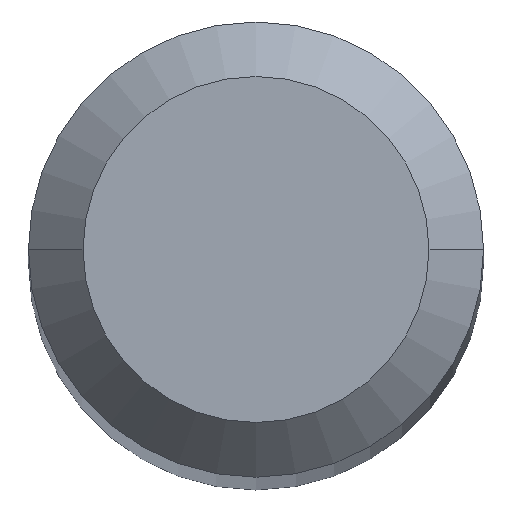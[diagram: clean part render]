
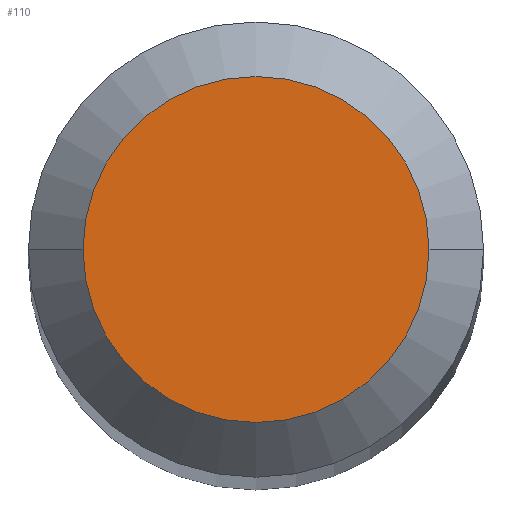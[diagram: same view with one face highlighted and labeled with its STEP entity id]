
A CAD part, top view. The second image highlights one B-rep face of the part: STEP entity #110.
In plain terms, the highlighted planar face has unit normal (0, 0, 1).
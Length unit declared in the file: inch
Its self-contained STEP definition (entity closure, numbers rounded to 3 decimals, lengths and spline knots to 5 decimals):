
#1 = CARTESIAN_POINT ( 'NONE',  ( 0., 0., 0. ) ) ;
#11 = EDGE_CURVE ( 'NONE', #65, #131, #46, .T. ) ;
#17 = EDGE_LOOP ( 'NONE', ( #388, #339 ) ) ;
#46 = CIRCLE ( 'NONE', #69, 0.0475 ) ;
#65 = VERTEX_POINT ( 'NONE', #560 ) ;
#69 = AXIS2_PLACEMENT_3D ( 'NONE', #493, #109, #452 ) ;
#85 = EDGE_CURVE ( 'NONE', #131, #65, #415, .T. ) ;
#109 = DIRECTION ( 'NONE',  ( 0., 0., 1. ) ) ;
#110 = ADVANCED_FACE ( 'NONE', ( #267 ), #441, .F. ) ;
#118 = DIRECTION ( 'NONE',  ( -1., 0., 0. ) ) ;
#124 = AXIS2_PLACEMENT_3D ( 'NONE', #504, #202, #118 ) ;
#131 = VERTEX_POINT ( 'NONE', #200 ) ;
#171 = DIRECTION ( 'NONE',  ( 1., 0., 0. ) ) ;
#200 = CARTESIAN_POINT ( 'NONE',  ( 0.0475, 0., 0. ) ) ;
#202 = DIRECTION ( 'NONE',  ( 0., 0., -1. ) ) ;
#267 = FACE_OUTER_BOUND ( 'NONE', #17, .T. ) ;
#339 = ORIENTED_EDGE ( 'NONE', *, *, #85, .T. ) ;
#355 = AXIS2_PLACEMENT_3D ( 'NONE', #1, #508, #171 ) ;
#388 = ORIENTED_EDGE ( 'NONE', *, *, #11, .T. ) ;
#415 = CIRCLE ( 'NONE', #355, 0.0475 ) ;
#441 = PLANE ( 'NONE',  #124 ) ;
#452 = DIRECTION ( 'NONE',  ( 1., 0., 0. ) ) ;
#493 = CARTESIAN_POINT ( 'NONE',  ( 0., 0., 0. ) ) ;
#504 = CARTESIAN_POINT ( 'NONE',  ( 0., 0.0475, 0. ) ) ;
#508 = DIRECTION ( 'NONE',  ( 0., 0., 1. ) ) ;
#560 = CARTESIAN_POINT ( 'NONE',  ( -0.0475, 0., 0. ) ) ;
